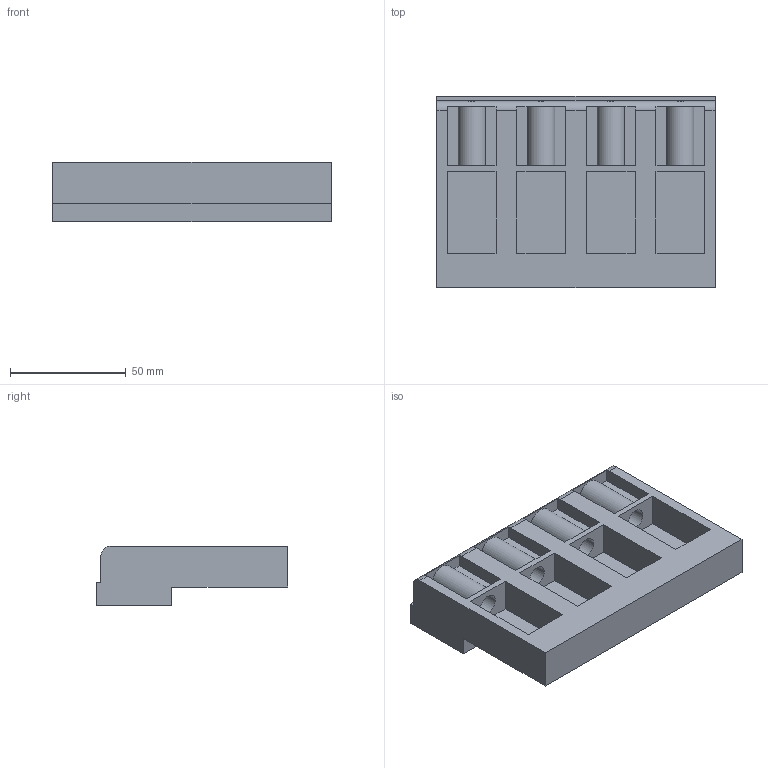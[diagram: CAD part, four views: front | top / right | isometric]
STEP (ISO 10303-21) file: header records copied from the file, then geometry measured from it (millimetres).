
FILE_DESCRIPTION(('CATIA V5 STEP Exchange'),'2;1');
FILE_NAME('1SDH001295R0359_1PA_001_00_XT2_4P_WITHDRAWABLE_BASETTA_SUP.stp','2014-11-11T15:27:12+00:00',('none'),('none'),'CATIA Version 5 Release 20 SP 1 (IN-10)','CATIA V5 STEP AP214','none');
FILE_SCHEMA(('AUTOMOTIVE_DESIGN { 1 0 10303 214 1 1 1 1 }'));
Length unit declared in the file: millimetre
Products named in the file (1): 1SDH001295R0359_1PA_001_00_XT2_4P_WITHDRAWABLE_BASETTA_SUP
Bounding box: 120 x 82.5 x 25.5 mm (x, y, z)
Volume: 94314.1 mm3; surface area: 48984.2 mm2
Topology: 1 solids, 1 shells, 109 faces, 315 edges, 210 vertices
Faces by surface type: plane 90, cylinder 19
Entity records: 3309 total; most frequent: ORIENTED_EDGE 630, CARTESIAN_POINT 624, DIRECTION 419, EDGE_CURVE 315, VECTOR 261, LINE 261, VERTEX_POINT 210, EDGE_LOOP 119
